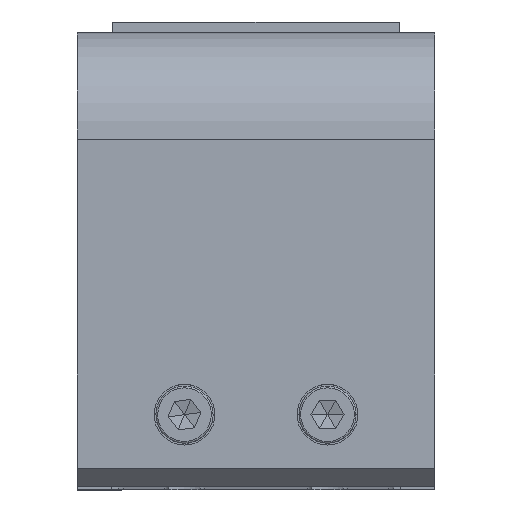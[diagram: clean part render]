
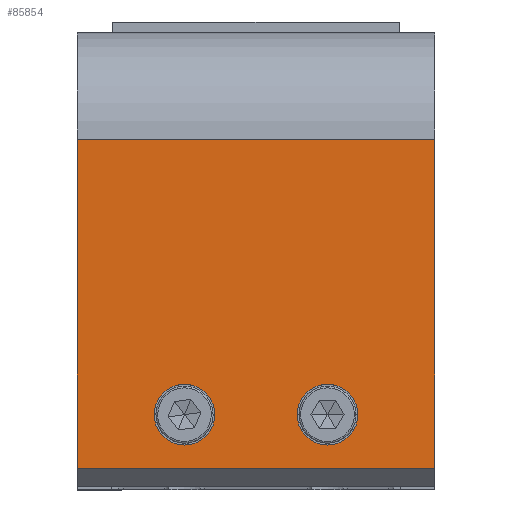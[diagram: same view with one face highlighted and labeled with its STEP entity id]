
A CAD part, top view. The second image highlights one B-rep face of the part: STEP entity #85854.
In plain terms, the highlighted planar face has unit normal (0, 0, 1).
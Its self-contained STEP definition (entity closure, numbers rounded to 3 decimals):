
#202 = CARTESIAN_POINT ( 'NONE',  ( 171.658, 218.108, 657.202 ) ) ;
#453 = CARTESIAN_POINT ( 'NONE',  ( 180.158, 218.108, 657.202 ) ) ;
#1225 = VERTEX_POINT ( 'NONE', #81729 ) ;
#3986 = CARTESIAN_POINT ( 'NONE',  ( 201.658, 203.108, 657.202 ) ) ;
#4541 = DIRECTION ( 'NONE',  ( 0., -1., 0. ) ) ;
#8004 = VERTEX_POINT ( 'NONE', #47287 ) ;
#10116 = CARTESIAN_POINT ( 'NONE',  ( 101.658, 295.108, 657.202 ) ) ;
#11340 = DIRECTION ( 'NONE',  ( 1., 0., 0. ) ) ;
#12006 = AXIS2_PLACEMENT_3D ( 'NONE', #74598, #62010, #11340 ) ;
#13905 = CARTESIAN_POINT ( 'NONE',  ( 101.658, 203.108, 657.202 ) ) ;
#14771 = DIRECTION ( 'NONE',  ( 1., 0., 0. ) ) ;
#15552 = EDGE_CURVE ( 'NONE', #103699, #45253, #16315, .T. ) ;
#16315 = CIRCLE ( 'NONE', #12006, 8.5 ) ;
#16835 = EDGE_CURVE ( 'NONE', #110538, #1225, #87472, .T. ) ;
#23630 = AXIS2_PLACEMENT_3D ( 'NONE', #111393, #51632, #62999 ) ;
#24352 = CARTESIAN_POINT ( 'NONE',  ( 201.658, 203.108, 657.202 ) ) ;
#26075 = LINE ( 'NONE', #118409, #46265 ) ;
#26541 = CARTESIAN_POINT ( 'NONE',  ( 201.658, 295.108, 657.202 ) ) ;
#28054 = CIRCLE ( 'NONE', #32220, 8.5 ) ;
#28776 = ORIENTED_EDGE ( 'NONE', *, *, #41064, .F. ) ;
#29160 = VERTEX_POINT ( 'NONE', #56077 ) ;
#32220 = AXIS2_PLACEMENT_3D ( 'NONE', #95253, #105219, #14771 ) ;
#32930 = EDGE_CURVE ( 'NONE', #45253, #103699, #79691, .T. ) ;
#33657 = PLANE ( 'NONE',  #23630 ) ;
#35958 = VECTOR ( 'NONE', #85493, 1000. ) ;
#41064 = EDGE_CURVE ( 'NONE', #8004, #66783, #28054, .T. ) ;
#45253 = VERTEX_POINT ( 'NONE', #453 ) ;
#46265 = VECTOR ( 'NONE', #96536, 1000. ) ;
#46819 = EDGE_CURVE ( 'NONE', #61053, #29160, #55161, .T. ) ;
#47287 = CARTESIAN_POINT ( 'NONE',  ( 140.158, 218.108, 657.202 ) ) ;
#50247 = DIRECTION ( 'NONE',  ( 0., 0., 1. ) ) ;
#51632 = DIRECTION ( 'NONE',  ( 0., 0., -1. ) ) ;
#52556 = EDGE_CURVE ( 'NONE', #110538, #61053, #26075, .T. ) ;
#55161 = LINE ( 'NONE', #13905, #74334 ) ;
#56077 = CARTESIAN_POINT ( 'NONE',  ( 101.658, 203.108, 657.202 ) ) ;
#57256 = DIRECTION ( 'NONE',  ( -1., 0., 0. ) ) ;
#60932 = CARTESIAN_POINT ( 'NONE',  ( 131.658, 218.108, 657.202 ) ) ;
#61053 = VERTEX_POINT ( 'NONE', #10116 ) ;
#62010 = DIRECTION ( 'NONE',  ( 0., 0., 1. ) ) ;
#62999 = DIRECTION ( 'NONE',  ( 0., 1., 0. ) ) ;
#63644 = FACE_OUTER_BOUND ( 'NONE', #81127, .T. ) ;
#66219 = ORIENTED_EDGE ( 'NONE', *, *, #46819, .T. ) ;
#66783 = VERTEX_POINT ( 'NONE', #70808 ) ;
#68852 = CARTESIAN_POINT ( 'NONE',  ( 163.158, 218.108, 657.202 ) ) ;
#69282 = EDGE_LOOP ( 'NONE', ( #101504, #109156 ) ) ;
#70808 = CARTESIAN_POINT ( 'NONE',  ( 123.158, 218.108, 657.202 ) ) ;
#74334 = VECTOR ( 'NONE', #4541, 1000. ) ;
#74598 = CARTESIAN_POINT ( 'NONE',  ( 171.658, 218.108, 657.202 ) ) ;
#75217 = LINE ( 'NONE', #3986, #128664 ) ;
#77074 = EDGE_CURVE ( 'NONE', #66783, #8004, #100198, .T. ) ;
#79691 = CIRCLE ( 'NONE', #90299, 8.5 ) ;
#81127 = EDGE_LOOP ( 'NONE', ( #66219, #108263, #95654, #111099 ) ) ;
#81729 = CARTESIAN_POINT ( 'NONE',  ( 201.658, 203.108, 657.202 ) ) ;
#82835 = FACE_BOUND ( 'NONE', #130570, .T. ) ;
#83174 = AXIS2_PLACEMENT_3D ( 'NONE', #60932, #50247, #131271 ) ;
#85493 = DIRECTION ( 'NONE',  ( 0., -1., 0. ) ) ;
#85854 = ADVANCED_FACE ( 'NONE', ( #82835, #102155, #63644 ), #33657, .F. ) ;
#87472 = LINE ( 'NONE', #24352, #35958 ) ;
#90299 = AXIS2_PLACEMENT_3D ( 'NONE', #202, #91978, #112531 ) ;
#91978 = DIRECTION ( 'NONE',  ( 0., 0., 1. ) ) ;
#94648 = ORIENTED_EDGE ( 'NONE', *, *, #77074, .F. ) ;
#95253 = CARTESIAN_POINT ( 'NONE',  ( 131.658, 218.108, 657.202 ) ) ;
#95654 = ORIENTED_EDGE ( 'NONE', *, *, #16835, .F. ) ;
#96536 = DIRECTION ( 'NONE',  ( -1., 0., 0. ) ) ;
#100198 = CIRCLE ( 'NONE', #83174, 8.5 ) ;
#101504 = ORIENTED_EDGE ( 'NONE', *, *, #32930, .F. ) ;
#102155 = FACE_BOUND ( 'NONE', #69282, .T. ) ;
#103699 = VERTEX_POINT ( 'NONE', #68852 ) ;
#103882 = EDGE_CURVE ( 'NONE', #1225, #29160, #75217, .T. ) ;
#105219 = DIRECTION ( 'NONE',  ( 0., 0., 1. ) ) ;
#108263 = ORIENTED_EDGE ( 'NONE', *, *, #103882, .F. ) ;
#109156 = ORIENTED_EDGE ( 'NONE', *, *, #15552, .F. ) ;
#110538 = VERTEX_POINT ( 'NONE', #26541 ) ;
#111099 = ORIENTED_EDGE ( 'NONE', *, *, #52556, .T. ) ;
#111393 = CARTESIAN_POINT ( 'NONE',  ( 201.658, 203.108, 657.202 ) ) ;
#112531 = DIRECTION ( 'NONE',  ( 1., 0., 0. ) ) ;
#118409 = CARTESIAN_POINT ( 'NONE',  ( 201.658, 295.108, 657.202 ) ) ;
#128664 = VECTOR ( 'NONE', #57256, 1000. ) ;
#130570 = EDGE_LOOP ( 'NONE', ( #28776, #94648 ) ) ;
#131271 = DIRECTION ( 'NONE',  ( 1., 0., 0. ) ) ;
